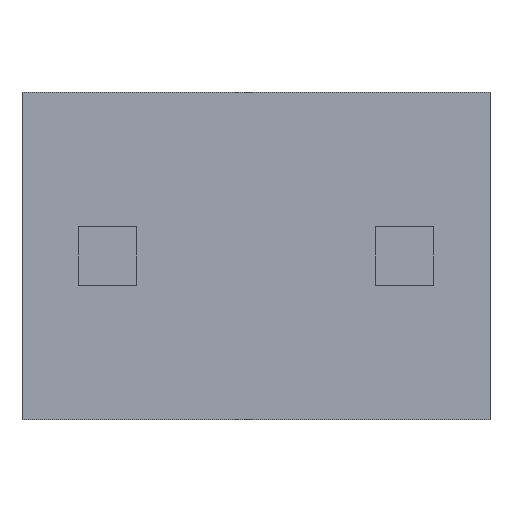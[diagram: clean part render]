
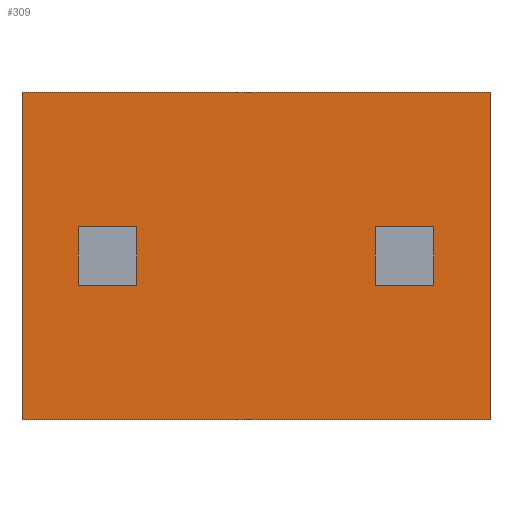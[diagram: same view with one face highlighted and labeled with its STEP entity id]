
A CAD part, front view. The second image highlights one B-rep face of the part: STEP entity #309.
In plain terms, the highlighted planar face has unit normal (0, -1, 0).
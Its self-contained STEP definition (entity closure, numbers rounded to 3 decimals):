
#2 = DIRECTION ( 'NONE',  ( 0., 0., 1. ) ) ;
#6 = FACE_BOUND ( 'NONE', #691, .T. ) ;
#11 = EDGE_CURVE ( 'NONE', #589, #192, #828, .T. ) ;
#22 = LINE ( 'NONE', #570, #46 ) ;
#26 = EDGE_CURVE ( 'NONE', #701, #762, #447, .T. ) ;
#31 = ORIENTED_EDGE ( 'NONE', *, *, #468, .F. ) ;
#35 = DIRECTION ( 'NONE',  ( 1., 0., 0. ) ) ;
#41 = ORIENTED_EDGE ( 'NONE', *, *, #198, .T. ) ;
#46 = VECTOR ( 'NONE', #285, 1000. ) ;
#54 = VECTOR ( 'NONE', #560, 1000. ) ;
#71 = CARTESIAN_POINT ( 'NONE',  ( -1.02, 0., -0.25 ) ) ;
#78 = CARTESIAN_POINT ( 'NONE',  ( 1.02, 0., -0.25 ) ) ;
#79 = CARTESIAN_POINT ( 'NONE',  ( 1.52, 0., -0.25 ) ) ;
#80 = CARTESIAN_POINT ( 'NONE',  ( -1.02, 0., 0.25 ) ) ;
#112 = CARTESIAN_POINT ( 'NONE',  ( -2., 0., 1.4 ) ) ;
#116 = DIRECTION ( 'NONE',  ( 0., 0., -1. ) ) ;
#126 = EDGE_LOOP ( 'NONE', ( #556, #899, #31, #41 ) ) ;
#131 = VECTOR ( 'NONE', #116, 1000. ) ;
#140 = CARTESIAN_POINT ( 'NONE',  ( 1.02, 0., 0.25 ) ) ;
#143 = CARTESIAN_POINT ( 'NONE',  ( 2., 0., -1.4 ) ) ;
#154 = VERTEX_POINT ( 'NONE', #79 ) ;
#159 = ORIENTED_EDGE ( 'NONE', *, *, #26, .F. ) ;
#181 = EDGE_CURVE ( 'NONE', #652, #192, #22, .T. ) ;
#189 = VERTEX_POINT ( 'NONE', #71 ) ;
#190 = EDGE_CURVE ( 'NONE', #762, #814, #591, .T. ) ;
#192 = VERTEX_POINT ( 'NONE', #143 ) ;
#198 = EDGE_CURVE ( 'NONE', #894, #589, #770, .T. ) ;
#203 = VECTOR ( 'NONE', #350, 1000. ) ;
#210 = ORIENTED_EDGE ( 'NONE', *, *, #857, .F. ) ;
#215 = LINE ( 'NONE', #456, #841 ) ;
#217 = CARTESIAN_POINT ( 'NONE',  ( 1.02, 0., 0.25 ) ) ;
#221 = CARTESIAN_POINT ( 'NONE',  ( 1.52, 0., 0.25 ) ) ;
#228 = FACE_OUTER_BOUND ( 'NONE', #126, .T. ) ;
#235 = DIRECTION ( 'NONE',  ( 0., 0., -1. ) ) ;
#241 = DIRECTION ( 'NONE',  ( 1., 0., 0. ) ) ;
#242 = DIRECTION ( 'NONE',  ( 0., -1., 0. ) ) ;
#253 = VECTOR ( 'NONE', #301, 1000. ) ;
#255 = CARTESIAN_POINT ( 'NONE',  ( -2., 0., -1.4 ) ) ;
#258 = ORIENTED_EDGE ( 'NONE', *, *, #190, .F. ) ;
#269 = LINE ( 'NONE', #794, #414 ) ;
#270 = EDGE_LOOP ( 'NONE', ( #678, #402, #637, #494 ) ) ;
#272 = LINE ( 'NONE', #372, #476 ) ;
#282 = CARTESIAN_POINT ( 'NONE',  ( -1.52, 0., 0.25 ) ) ;
#284 = LINE ( 'NONE', #282, #253 ) ;
#285 = DIRECTION ( 'NONE',  ( 0., 0., -1. ) ) ;
#292 = CARTESIAN_POINT ( 'NONE',  ( -1.52, 0., 0.25 ) ) ;
#301 = DIRECTION ( 'NONE',  ( -1., 0., 0. ) ) ;
#304 = VERTEX_POINT ( 'NONE', #80 ) ;
#307 = VECTOR ( 'NONE', #696, 1000. ) ;
#309 = ADVANCED_FACE ( 'NONE', ( #640, #228, #6 ), #535, .T. ) ;
#350 = DIRECTION ( 'NONE',  ( 0., 0., -1. ) ) ;
#355 = ORIENTED_EDGE ( 'NONE', *, *, #615, .F. ) ;
#372 = CARTESIAN_POINT ( 'NONE',  ( -1.02, 0., 0.25 ) ) ;
#375 = CARTESIAN_POINT ( 'NONE',  ( 1.52, 0., -0.25 ) ) ;
#376 = DIRECTION ( 'NONE',  ( 1., 0., 0. ) ) ;
#381 = VERTEX_POINT ( 'NONE', #670 ) ;
#395 = VECTOR ( 'NONE', #500, 1000. ) ;
#402 = ORIENTED_EDGE ( 'NONE', *, *, #756, .F. ) ;
#414 = VECTOR ( 'NONE', #376, 1000. ) ;
#442 = CARTESIAN_POINT ( 'NONE',  ( -2., 0., 1.4 ) ) ;
#447 = LINE ( 'NONE', #477, #307 ) ;
#454 = EDGE_CURVE ( 'NONE', #840, #189, #269, .T. ) ;
#456 = CARTESIAN_POINT ( 'NONE',  ( -2., 0., 1.4 ) ) ;
#468 = EDGE_CURVE ( 'NONE', #894, #652, #215, .T. ) ;
#474 = AXIS2_PLACEMENT_3D ( 'NONE', #112, #242, #235 ) ;
#476 = VECTOR ( 'NONE', #2, 1000. ) ;
#477 = CARTESIAN_POINT ( 'NONE',  ( 1.52, 0., 0.25 ) ) ;
#492 = CARTESIAN_POINT ( 'NONE',  ( 2., 0., 1.4 ) ) ;
#494 = ORIENTED_EDGE ( 'NONE', *, *, #823, .F. ) ;
#500 = DIRECTION ( 'NONE',  ( 0., 0., -1. ) ) ;
#535 = PLANE ( 'NONE',  #474 ) ;
#556 = ORIENTED_EDGE ( 'NONE', *, *, #11, .T. ) ;
#560 = DIRECTION ( 'NONE',  ( 1., 0., 0. ) ) ;
#570 = CARTESIAN_POINT ( 'NONE',  ( 2., 0., 1.4 ) ) ;
#571 = CARTESIAN_POINT ( 'NONE',  ( -2., 0., 1.4 ) ) ;
#589 = VERTEX_POINT ( 'NONE', #777 ) ;
#591 = LINE ( 'NONE', #140, #395 ) ;
#615 = EDGE_CURVE ( 'NONE', #154, #701, #831, .T. ) ;
#620 = LINE ( 'NONE', #375, #901 ) ;
#626 = VECTOR ( 'NONE', #910, 1000. ) ;
#637 = ORIENTED_EDGE ( 'NONE', *, *, #454, .F. ) ;
#640 = FACE_BOUND ( 'NONE', #270, .T. ) ;
#652 = VERTEX_POINT ( 'NONE', #492 ) ;
#670 = CARTESIAN_POINT ( 'NONE',  ( -1.52, 0., 0.25 ) ) ;
#678 = ORIENTED_EDGE ( 'NONE', *, *, #836, .F. ) ;
#691 = EDGE_LOOP ( 'NONE', ( #258, #159, #355, #210 ) ) ;
#696 = DIRECTION ( 'NONE',  ( -1., 0., 0. ) ) ;
#701 = VERTEX_POINT ( 'NONE', #221 ) ;
#703 = LINE ( 'NONE', #292, #131 ) ;
#738 = CARTESIAN_POINT ( 'NONE',  ( -1.52, 0., -0.25 ) ) ;
#756 = EDGE_CURVE ( 'NONE', #189, #304, #272, .T. ) ;
#762 = VERTEX_POINT ( 'NONE', #217 ) ;
#770 = LINE ( 'NONE', #571, #203 ) ;
#777 = CARTESIAN_POINT ( 'NONE',  ( -2., 0., -1.4 ) ) ;
#794 = CARTESIAN_POINT ( 'NONE',  ( -1.52, 0., -0.25 ) ) ;
#814 = VERTEX_POINT ( 'NONE', #78 ) ;
#823 = EDGE_CURVE ( 'NONE', #381, #840, #703, .T. ) ;
#828 = LINE ( 'NONE', #255, #54 ) ;
#831 = LINE ( 'NONE', #833, #626 ) ;
#833 = CARTESIAN_POINT ( 'NONE',  ( 1.52, 0., 0.25 ) ) ;
#836 = EDGE_CURVE ( 'NONE', #304, #381, #284, .T. ) ;
#840 = VERTEX_POINT ( 'NONE', #738 ) ;
#841 = VECTOR ( 'NONE', #241, 1000. ) ;
#857 = EDGE_CURVE ( 'NONE', #814, #154, #620, .T. ) ;
#894 = VERTEX_POINT ( 'NONE', #442 ) ;
#899 = ORIENTED_EDGE ( 'NONE', *, *, #181, .F. ) ;
#901 = VECTOR ( 'NONE', #35, 1000. ) ;
#910 = DIRECTION ( 'NONE',  ( 0., 0., 1. ) ) ;
